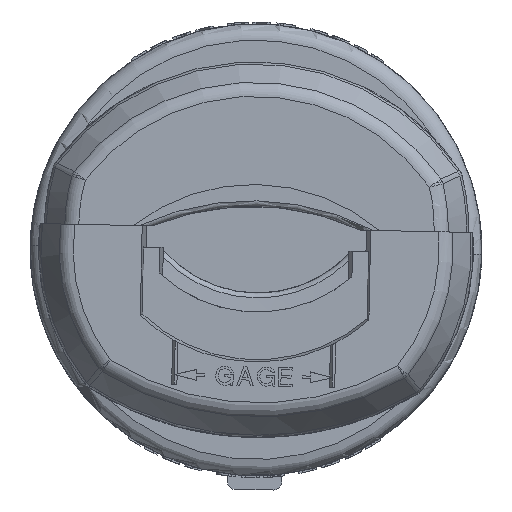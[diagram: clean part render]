
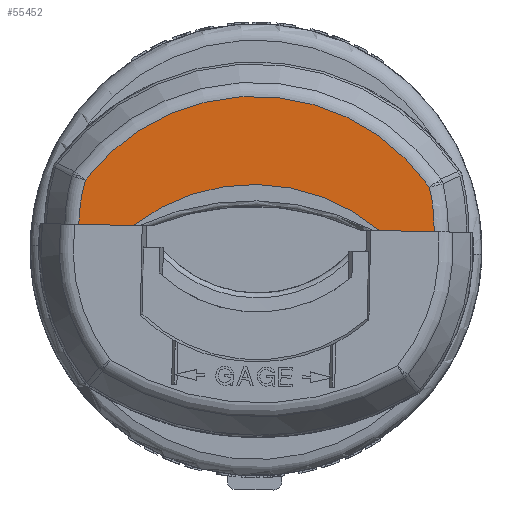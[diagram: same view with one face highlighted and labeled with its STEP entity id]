
A CAD part, front view. The second image highlights one B-rep face of the part: STEP entity #55452.
In plain terms, the highlighted planar face has unit normal (0, -1, 0).
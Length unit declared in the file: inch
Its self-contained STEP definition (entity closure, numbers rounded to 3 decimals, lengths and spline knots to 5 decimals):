
#144 = DIRECTION ( 'NONE',  ( -1., 0., 0.021 ) ) ;
#521 = EDGE_CURVE ( 'NONE', #8024, #33338, #22530, .T. ) ;
#5250 = EDGE_CURVE ( 'NONE', #8024, #104072, #34595, .T. ) ;
#5469 = CIRCLE ( 'NONE', #68190, 1.01997 ) ;
#7201 = DIRECTION ( 'NONE',  ( -0.795, 0., 0.607 ) ) ;
#8024 = VERTEX_POINT ( 'NONE', #94242 ) ;
#9193 = CIRCLE ( 'NONE', #68558, 1.22397 ) ;
#13748 = VERTEX_POINT ( 'NONE', #76327 ) ;
#19095 = AXIS2_PLACEMENT_3D ( 'NONE', #19277, #67073, #44224 ) ;
#19277 = CARTESIAN_POINT ( 'NONE',  ( 23.79181, 32.0262, 49.76808 ) ) ;
#20215 = EDGE_CURVE ( 'NONE', #13748, #67452, #9193, .T. ) ;
#22530 = CIRCLE ( 'NONE', #19095, 1.125 ) ;
#23480 = EDGE_CURVE ( 'NONE', #67452, #45253, #47773, .T. ) ;
#24178 = DIRECTION ( 'NONE',  ( -1., 0., 0.021 ) ) ;
#27550 = CARTESIAN_POINT ( 'NONE',  ( 22.79006, 32.0262, 50.66388 ) ) ;
#28052 = EDGE_CURVE ( 'NONE', #104072, #13748, #5469, .T. ) ;
#33338 = VERTEX_POINT ( 'NONE', #104905 ) ;
#34595 = LINE ( 'NONE', #66436, #82911 ) ;
#38182 = ORIENTED_EDGE ( 'NONE', *, *, #5250, .F. ) ;
#39591 = DIRECTION ( 'NONE',  ( 0., 1., 0. ) ) ;
#39995 = CARTESIAN_POINT ( 'NONE',  ( 24.82957, 32.0262, 50.6219 ) ) ;
#40125 = CARTESIAN_POINT ( 'NONE',  ( 23.80982, 32.0262, 50.64289 ) ) ;
#40525 = LINE ( 'NONE', #39995, #70101 ) ;
#44224 = DIRECTION ( 'NONE',  ( -0.612, 0., 0.791 ) ) ;
#44300 = DIRECTION ( 'NONE',  ( 0., 1., 0. ) ) ;
#44509 = FACE_OUTER_BOUND ( 'NONE', #102171, .T. ) ;
#45253 = VERTEX_POINT ( 'NONE', #79284 ) ;
#47773 = CIRCLE ( 'NONE', #96998, 1.01997 ) ;
#53270 = EDGE_CURVE ( 'NONE', #45253, #33338, #40525, .T. ) ;
#53702 = ORIENTED_EDGE ( 'NONE', *, *, #23480, .F. ) ;
#55452 = ADVANCED_FACE ( 'NONE', ( #44509 ), #94422, .F. ) ;
#64041 = DIRECTION ( 'NONE',  ( 0., 1., 0. ) ) ;
#66436 = CARTESIAN_POINT ( 'NONE',  ( 23.10286, 32.0262, 50.65744 ) ) ;
#67073 = DIRECTION ( 'NONE',  ( 0., 1., 0. ) ) ;
#67452 = VERTEX_POINT ( 'NONE', #88863 ) ;
#68190 = AXIS2_PLACEMENT_3D ( 'NONE', #40125, #39591, #24178 ) ;
#68558 = AXIS2_PLACEMENT_3D ( 'NONE', #87955, #64041, #7201 ) ;
#69282 = CARTESIAN_POINT ( 'NONE',  ( 23.80982, 32.0262, 50.64289 ) ) ;
#70101 = VECTOR ( 'NONE', #144, 39.37008 ) ;
#73400 = ORIENTED_EDGE ( 'NONE', *, *, #521, .T. ) ;
#76327 = CARTESIAN_POINT ( 'NONE',  ( 22.82773, 32.0262, 50.91828 ) ) ;
#76715 = DIRECTION ( 'NONE',  ( 0.973, 0., 0.23 ) ) ;
#76923 = DIRECTION ( 'NONE',  ( 0., 1., 0. ) ) ;
#79284 = CARTESIAN_POINT ( 'NONE',  ( 24.82957, 32.0262, 50.6219 ) ) ;
#81088 = ORIENTED_EDGE ( 'NONE', *, *, #20215, .F. ) ;
#81862 = ORIENTED_EDGE ( 'NONE', *, *, #28052, .F. ) ;
#82911 = VECTOR ( 'NONE', #83988, 39.37008 ) ;
#83988 = DIRECTION ( 'NONE',  ( -1., 0., 0.021 ) ) ;
#85940 = DIRECTION ( 'NONE',  ( 0.021, 0., 1. ) ) ;
#87955 = CARTESIAN_POINT ( 'NONE',  ( 23.80019, 32.0262, 50.17503 ) ) ;
#88863 = CARTESIAN_POINT ( 'NONE',  ( 24.8024, 32.0262, 50.87763 ) ) ;
#94242 = CARTESIAN_POINT ( 'NONE',  ( 23.10286, 32.0262, 50.65744 ) ) ;
#94422 = PLANE ( 'NONE',  #104399 ) ;
#96711 = ORIENTED_EDGE ( 'NONE', *, *, #53270, .F. ) ;
#96998 = AXIS2_PLACEMENT_3D ( 'NONE', #69282, #44300, #76715 ) ;
#100833 = CARTESIAN_POINT ( 'NONE',  ( 22.58281, 32.0262, 50.50773 ) ) ;
#102171 = EDGE_LOOP ( 'NONE', ( #81088, #81862, #38182, #73400, #96711, #53702 ) ) ;
#104072 = VERTEX_POINT ( 'NONE', #27550 ) ;
#104399 = AXIS2_PLACEMENT_3D ( 'NONE', #100833, #76923, #85940 ) ;
#104905 = CARTESIAN_POINT ( 'NONE',  ( 24.51677, 32.0262, 50.62834 ) ) ;
